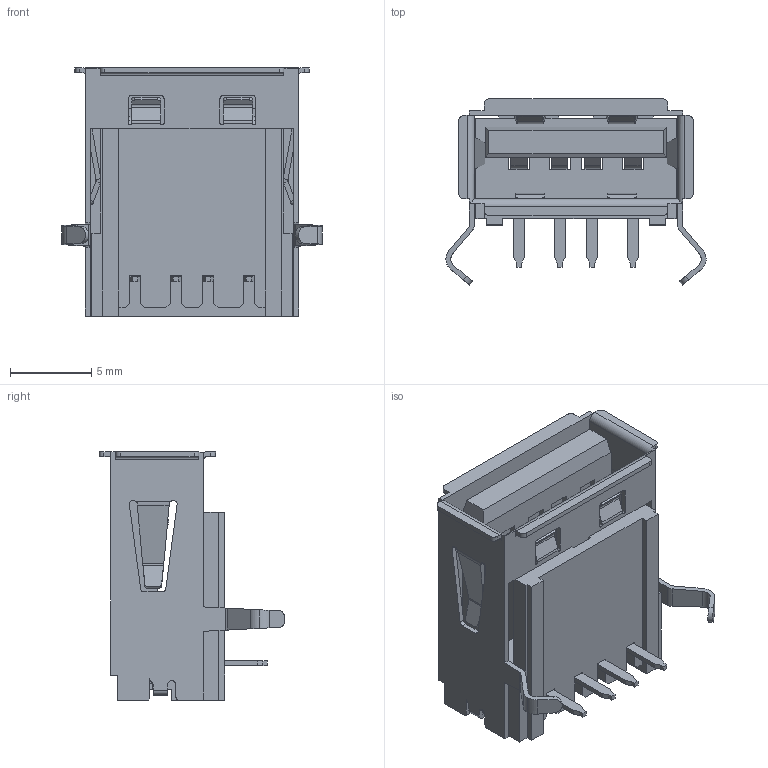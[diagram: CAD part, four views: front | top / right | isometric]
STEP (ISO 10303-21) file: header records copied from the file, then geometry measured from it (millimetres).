
FILE_DESCRIPTION (( 'STEP AP214' ), '1' );
FILE_NAME ('Molex 67643-3910.STEP', '2021-06-09T18:30:03', ( '' ), ( '' ), 'SwSTEP 2.0', 'SolidWorks 2018', '' );
FILE_SCHEMA (( 'AUTOMOTIVE_DESIGN' ));
Length unit declared in the file: millimetre
Products named in the file (1): Molex 67643-3910
Bounding box: 16 x 11.43 x 15.26 mm (x, y, z)
Volume: 623.3 mm3; surface area: 2057.2 mm2
Topology: 1 solids, 1 shells, 521 faces, 1530 edges, 990 vertices
Faces by surface type: plane 357, cylinder 142, bspline 22
Entity records: 19460 total; most frequent: CARTESIAN_POINT 3867, ORIENTED_EDGE 3060, DIRECTION 2678, EDGE_CURVE 1530, LINE 1210, VECTOR 1210, VERTEX_POINT 990, AXIS2_PLACEMENT_3D 734
